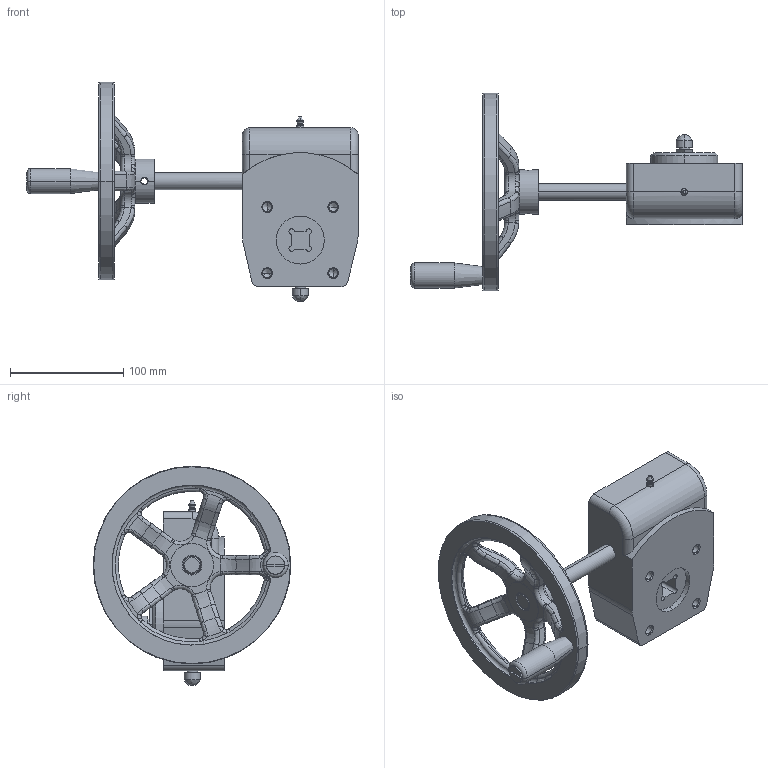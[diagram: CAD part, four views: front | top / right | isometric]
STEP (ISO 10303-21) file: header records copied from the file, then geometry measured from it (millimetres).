
FILE_DESCRIPTION((''),'2;1');
FILE_NAME('D40348_SW0001','2017-09-08T',('dgerdeman'),(''),'CREO PARAMETRIC BY PTC INC, 2015290','CREO PARAMETRIC BY PTC INC, 2015290','');
FILE_SCHEMA(('CONFIG_CONTROL_DESIGN'));
Length unit declared in the file: inch
Products named in the file (1): D40348_SW0001
Bounding box: 293.31 x 174.62 x 193.86 mm (x, y, z)
Surface area: 119168.1 mm2 (no closed solid volume)
Topology: 0 solids, 10 shells, 544 faces, 1912 edges, 1359 vertices
Faces by surface type: plane 191, bspline 149, cylinder 84, torus 70, cone 48, sphere 2
Entity records: 24819 total; most frequent: CARTESIAN_POINT 9438, ORIENTED_EDGE 3162, DIRECTION 2901, EDGE_CURVE 1904, VERTEX_POINT 1359, VECTOR 1083, LINE 1083, AXIS2_PLACEMENT_3D 909
